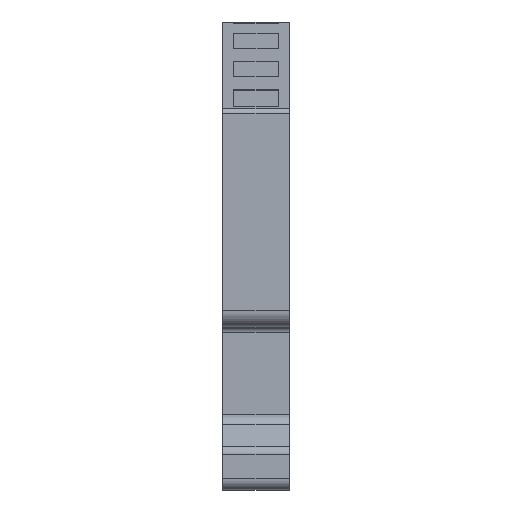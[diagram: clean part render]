
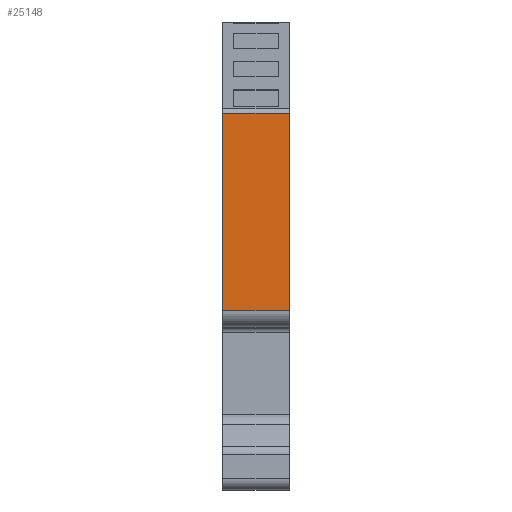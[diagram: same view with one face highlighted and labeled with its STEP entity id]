
A CAD part, left-side view. The second image highlights one B-rep face of the part: STEP entity #25148.
In plain terms, the highlighted planar face has unit normal (-1, 0, 0).
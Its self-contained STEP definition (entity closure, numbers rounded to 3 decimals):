
#1523 = DIRECTION ( 'NONE',  ( 1., 0., 0. ) ) ;
#1695 = VERTEX_POINT ( 'NONE', #1886 ) ;
#1829 = DIRECTION ( 'NONE',  ( 0., -1., 0. ) ) ;
#1886 = CARTESIAN_POINT ( 'NONE',  ( -48.15, 0., 28.291 ) ) ;
#2351 = EDGE_CURVE ( 'NONE', #28327, #14433, #23163, .T. ) ;
#4318 = VECTOR ( 'NONE', #26624, 1000. ) ;
#5665 = VECTOR ( 'NONE', #17242, 1000. ) ;
#6048 = ORIENTED_EDGE ( 'NONE', *, *, #8883, .F. ) ;
#6213 = ORIENTED_EDGE ( 'NONE', *, *, #2351, .T. ) ;
#7683 = CARTESIAN_POINT ( 'NONE',  ( -48.15, 6., 10.6 ) ) ;
#8883 = EDGE_CURVE ( 'NONE', #28327, #11443, #26561, .T. ) ;
#8983 = CARTESIAN_POINT ( 'NONE',  ( -48.15, 6., 28.291 ) ) ;
#9053 = LINE ( 'NONE', #14423, #4318 ) ;
#11443 = VERTEX_POINT ( 'NONE', #8983 ) ;
#11935 = EDGE_CURVE ( 'NONE', #14433, #1695, #9053, .T. ) ;
#12237 = ORIENTED_EDGE ( 'NONE', *, *, #16778, .F. ) ;
#13459 = PLANE ( 'NONE',  #16384 ) ;
#14423 = CARTESIAN_POINT ( 'NONE',  ( -48.15, 0., 27.691 ) ) ;
#14433 = VERTEX_POINT ( 'NONE', #22058 ) ;
#16310 = LINE ( 'NONE', #18252, #28108 ) ;
#16384 = AXIS2_PLACEMENT_3D ( 'NONE', #21310, #1523, #28354 ) ;
#16778 = EDGE_CURVE ( 'NONE', #11443, #1695, #16310, .T. ) ;
#17242 = DIRECTION ( 'NONE',  ( 0., 0., 1. ) ) ;
#17398 = CARTESIAN_POINT ( 'NONE',  ( -48.15, 6., 27.691 ) ) ;
#17448 = DIRECTION ( 'NONE',  ( 0., -1., 0. ) ) ;
#18252 = CARTESIAN_POINT ( 'NONE',  ( -48.15, 6., 28.291 ) ) ;
#19298 = VECTOR ( 'NONE', #17448, 1000. ) ;
#19920 = EDGE_LOOP ( 'NONE', ( #6048, #6213, #29594, #12237 ) ) ;
#21310 = CARTESIAN_POINT ( 'NONE',  ( -48.15, 6., 27.691 ) ) ;
#22058 = CARTESIAN_POINT ( 'NONE',  ( -48.15, 0., 10.6 ) ) ;
#22320 = CARTESIAN_POINT ( 'NONE',  ( -48.15, 6., 10.6 ) ) ;
#23163 = LINE ( 'NONE', #7683, #19298 ) ;
#25148 = ADVANCED_FACE ( 'NONE', ( #30557 ), #13459, .F. ) ;
#26561 = LINE ( 'NONE', #17398, #5665 ) ;
#26624 = DIRECTION ( 'NONE',  ( 0., 0., 1. ) ) ;
#28108 = VECTOR ( 'NONE', #1829, 1000. ) ;
#28327 = VERTEX_POINT ( 'NONE', #22320 ) ;
#28354 = DIRECTION ( 'NONE',  ( 0., 0., -1. ) ) ;
#29594 = ORIENTED_EDGE ( 'NONE', *, *, #11935, .T. ) ;
#30557 = FACE_OUTER_BOUND ( 'NONE', #19920, .T. ) ;
